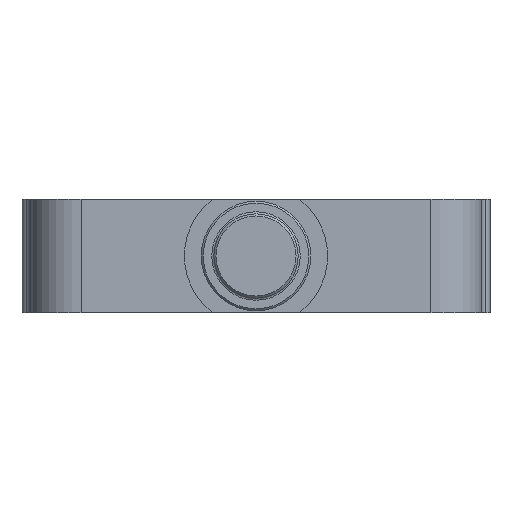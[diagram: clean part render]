
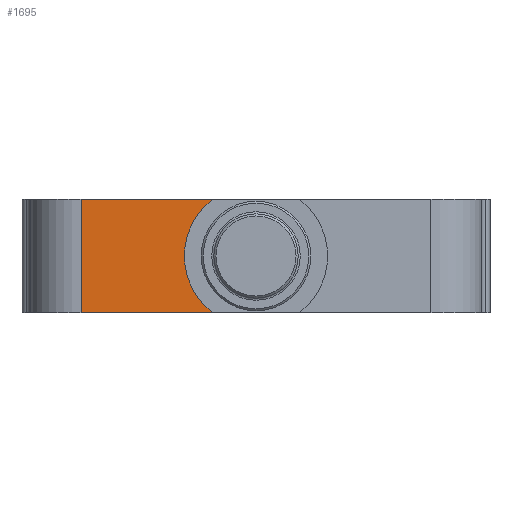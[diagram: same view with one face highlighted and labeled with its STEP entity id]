
A CAD part, left-side view. The second image highlights one B-rep face of the part: STEP entity #1695.
In plain terms, the highlighted planar face has unit normal (-1, 0, 0).
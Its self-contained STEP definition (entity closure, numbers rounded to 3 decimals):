
#17=LINE('',#2545,#129);
#54=LINE('',#2712,#166);
#92=LINE('',#2899,#204);
#129=VECTOR('',#2007,31.168);
#166=VECTOR('',#2138,31.168);
#204=VECTOR('',#2360,27.);
#265=PLANE('',#1908);
#405=FACE_OUTER_BOUND('',#522,.T.);
#522=EDGE_LOOP('',(#1357,#1358,#1359,#1360));
#689=CIRCLE('',#1905,17.);
#711=VERTEX_POINT('',#2542);
#712=VERTEX_POINT('',#2544);
#794=VERTEX_POINT('',#2709);
#795=VERTEX_POINT('',#2711);
#873=EDGE_CURVE('',#712,#711,#17,.T.);
#956=EDGE_CURVE('',#795,#794,#54,.T.);
#1046=EDGE_CURVE('',#794,#712,#689,.T.);
#1048=EDGE_CURVE('',#795,#711,#92,.T.);
#1357=ORIENTED_EDGE('',*,*,#1046,.T.);
#1358=ORIENTED_EDGE('',*,*,#873,.T.);
#1359=ORIENTED_EDGE('',*,*,#1048,.F.);
#1360=ORIENTED_EDGE('',*,*,#956,.T.);
#1695=ADVANCED_FACE('',(#405),#265,.T.);
#1905=AXIS2_PLACEMENT_3D('',#2895,#2352,#2353);
#1908=AXIS2_PLACEMENT_3D('',#2898,#2358,#2359);
#2007=DIRECTION('',(0.,1.,0.));
#2138=DIRECTION('',(0.,-1.,0.));
#2352=DIRECTION('center_axis',(1.,0.,0.));
#2353=DIRECTION('ref_axis',(0.,1.,0.));
#2358=DIRECTION('center_axis',(-1.,0.,0.));
#2359=DIRECTION('ref_axis',(0.,0.,1.));
#2360=DIRECTION('',(0.,0.,1.));
#2542=CARTESIAN_POINT('',(-53.5,41.5,13.5));
#2544=CARTESIAN_POINT('',(-53.5,10.332,13.5));
#2545=CARTESIAN_POINT('',(-53.5,10.,13.5));
#2709=CARTESIAN_POINT('',(-53.5,10.332,-13.5));
#2711=CARTESIAN_POINT('',(-53.5,41.5,-13.5));
#2712=CARTESIAN_POINT('',(-53.5,10.,-13.5));
#2895=CARTESIAN_POINT('Origin',(-53.5,0.,0.));
#2898=CARTESIAN_POINT('Origin',(-53.5,10.,0.));
#2899=CARTESIAN_POINT('',(-53.5,41.5,0.));
